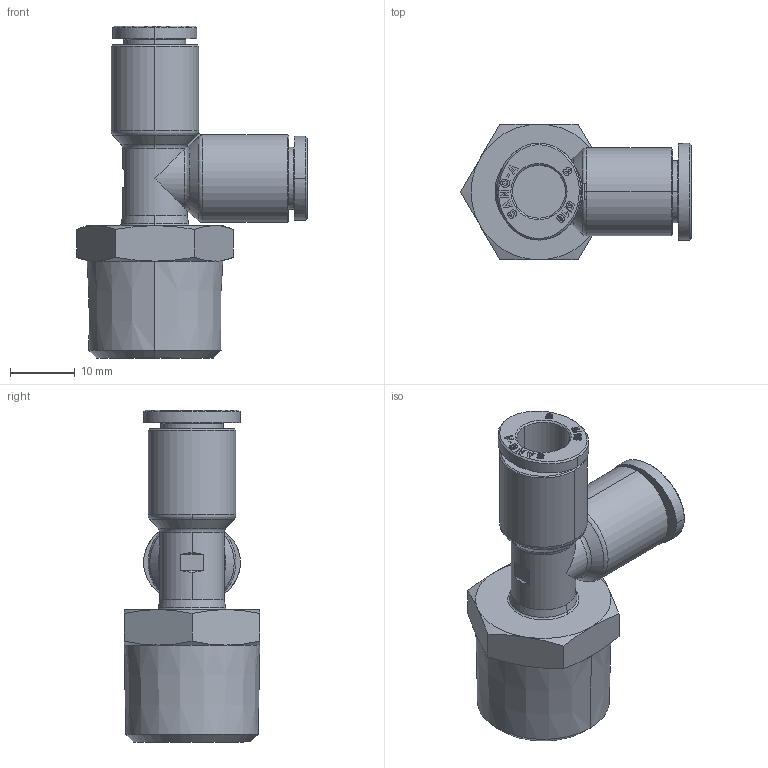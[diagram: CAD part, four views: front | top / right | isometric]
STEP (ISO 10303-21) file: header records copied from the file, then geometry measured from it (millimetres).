
FILE_DESCRIPTION (( 'STEP AP214' ), '1' );
FILE_NAME ('PST08-04.stp', '2015-10-15T09:34:38', ( '' ), ( '' ), 'SwSTEP 2.0', 'SolidWorks 2015', '' );
FILE_SCHEMA (( 'AUTOMOTIVE_DESIGN' ));
Length unit declared in the file: millimetre
Products named in the file (2): PST08-04; ｦ+ﾃｦ1
Assembly tree (1 placements, depth 2):
  PST08-04
    ｦ+ﾃｦ1
Bounding box: 35.72 x 21 x 51.4 mm (x, y, z)
Volume: 9417.3 mm3; surface area: 5956.4 mm2
Topology: 1 solids, 1 shells, 833 faces, 2338 edges, 1545 vertices
Faces by surface type: plane 688, bspline 64, cone 40, cylinder 34, torus 7
Entity records: 28997 total; most frequent: CARTESIAN_POINT 7318, ORIENTED_EDGE 4672, DIRECTION 3813, EDGE_CURVE 2336, LINE 2005, VECTOR 2005, VERTEX_POINT 1545, AXIS2_PLACEMENT_3D 904
